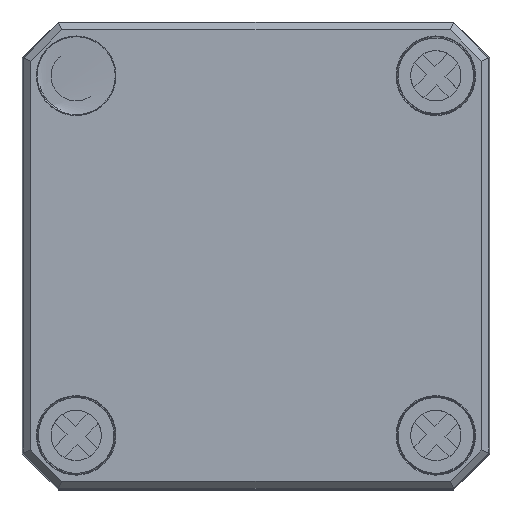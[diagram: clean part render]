
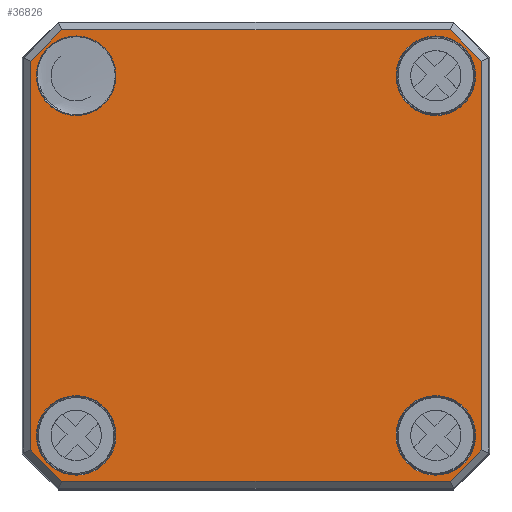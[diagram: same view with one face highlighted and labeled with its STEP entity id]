
A CAD part, top view. The second image highlights one B-rep face of the part: STEP entity #36826.
In plain terms, the highlighted planar face has unit normal (0, 0, 1).
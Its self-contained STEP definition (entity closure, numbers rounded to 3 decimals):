
#1521=CIRCLE('',#39215,5.53);
#1525=CIRCLE('',#39221,5.53);
#1526=CIRCLE('',#39222,5.53);
#1527=CIRCLE('',#39223,5.53);
#1528=CIRCLE('',#39224,5.53);
#1529=CIRCLE('',#39225,5.53);
#2357=FACE_BOUND('',#7096,.T.);
#2358=FACE_BOUND('',#7097,.T.);
#2359=FACE_BOUND('',#7098,.T.);
#2360=FACE_BOUND('',#7099,.T.);
#2995=PLANE('',#39220);
#4727=FACE_OUTER_BOUND('',#7095,.T.);
#7095=EDGE_LOOP('',(#31696,#31697,#31698,#31699,#31700,#31701,#31702,#31703));
#7096=EDGE_LOOP('',(#31704,#31705));
#7097=EDGE_LOOP('',(#31706,#31707));
#7098=EDGE_LOOP('',(#31708));
#7099=EDGE_LOOP('',(#31709));
#9940=LINE('',#65909,#12712);
#9941=LINE('',#65911,#12713);
#9942=LINE('',#65913,#12714);
#9943=LINE('',#65915,#12715);
#9944=LINE('',#65917,#12716);
#9945=LINE('',#65919,#12717);
#9946=LINE('',#65921,#12718);
#9947=LINE('',#65922,#12719);
#12712=VECTOR('',#45978,10.);
#12713=VECTOR('',#45979,10.);
#12714=VECTOR('',#45980,10.);
#12715=VECTOR('',#45981,10.);
#12716=VECTOR('',#45982,10.);
#12717=VECTOR('',#45983,10.);
#12718=VECTOR('',#45984,10.);
#12719=VECTOR('',#45985,10.);
#17299=VERTEX_POINT('',#65897);
#17302=VERTEX_POINT('',#65907);
#17303=VERTEX_POINT('',#65908);
#17304=VERTEX_POINT('',#65910);
#17305=VERTEX_POINT('',#65912);
#17306=VERTEX_POINT('',#65914);
#17307=VERTEX_POINT('',#65916);
#17308=VERTEX_POINT('',#65918);
#17309=VERTEX_POINT('',#65920);
#17310=VERTEX_POINT('',#65923);
#17311=VERTEX_POINT('',#65924);
#17312=VERTEX_POINT('',#65927);
#17313=VERTEX_POINT('',#65928);
#17314=VERTEX_POINT('',#65931);
#22176=EDGE_CURVE('',#17299,#17299,#1521,.T.);
#22181=EDGE_CURVE('',#17302,#17303,#9940,.T.);
#22182=EDGE_CURVE('',#17304,#17302,#9941,.T.);
#22183=EDGE_CURVE('',#17305,#17304,#9942,.T.);
#22184=EDGE_CURVE('',#17306,#17305,#9943,.T.);
#22185=EDGE_CURVE('',#17307,#17306,#9944,.T.);
#22186=EDGE_CURVE('',#17308,#17307,#9945,.T.);
#22187=EDGE_CURVE('',#17309,#17308,#9946,.T.);
#22188=EDGE_CURVE('',#17303,#17309,#9947,.T.);
#22189=EDGE_CURVE('',#17310,#17311,#1525,.T.);
#22190=EDGE_CURVE('',#17311,#17310,#1526,.T.);
#22191=EDGE_CURVE('',#17312,#17313,#1527,.T.);
#22192=EDGE_CURVE('',#17313,#17312,#1528,.T.);
#22193=EDGE_CURVE('',#17314,#17314,#1529,.T.);
#31696=ORIENTED_EDGE('',*,*,#22181,.F.);
#31697=ORIENTED_EDGE('',*,*,#22182,.F.);
#31698=ORIENTED_EDGE('',*,*,#22183,.F.);
#31699=ORIENTED_EDGE('',*,*,#22184,.F.);
#31700=ORIENTED_EDGE('',*,*,#22185,.F.);
#31701=ORIENTED_EDGE('',*,*,#22186,.F.);
#31702=ORIENTED_EDGE('',*,*,#22187,.F.);
#31703=ORIENTED_EDGE('',*,*,#22188,.F.);
#31704=ORIENTED_EDGE('',*,*,#22189,.F.);
#31705=ORIENTED_EDGE('',*,*,#22190,.F.);
#31706=ORIENTED_EDGE('',*,*,#22191,.F.);
#31707=ORIENTED_EDGE('',*,*,#22192,.F.);
#31708=ORIENTED_EDGE('',*,*,#22193,.F.);
#31709=ORIENTED_EDGE('',*,*,#22176,.F.);
#36826=ADVANCED_FACE('',(#4727,#2357,#2358,#2359,#2360),#2995,.T.);
#39215=AXIS2_PLACEMENT_3D('',#65898,#45965,#45966);
#39220=AXIS2_PLACEMENT_3D('',#65906,#45976,#45977);
#39221=AXIS2_PLACEMENT_3D('',#65925,#45986,#45987);
#39222=AXIS2_PLACEMENT_3D('',#65926,#45988,#45989);
#39223=AXIS2_PLACEMENT_3D('',#65929,#45990,#45991);
#39224=AXIS2_PLACEMENT_3D('',#65930,#45992,#45993);
#39225=AXIS2_PLACEMENT_3D('',#65932,#45994,#45995);
#45965=DIRECTION('center_axis',(0.,0.,1.));
#45966=DIRECTION('ref_axis',(-1.,0.,0.));
#45976=DIRECTION('center_axis',(0.,0.,1.));
#45977=DIRECTION('ref_axis',(1.,0.,0.));
#45978=DIRECTION('',(0.707,-0.707,0.));
#45979=DIRECTION('',(1.,0.,0.));
#45980=DIRECTION('',(0.707,0.707,0.));
#45981=DIRECTION('',(0.,1.,0.));
#45982=DIRECTION('',(-0.707,0.707,0.));
#45983=DIRECTION('',(-1.,0.,0.));
#45984=DIRECTION('',(-0.707,-0.707,0.));
#45985=DIRECTION('',(0.,-1.,0.));
#45986=DIRECTION('center_axis',(0.,0.,1.));
#45987=DIRECTION('ref_axis',(1.,0.,0.));
#45988=DIRECTION('center_axis',(0.,0.,1.));
#45989=DIRECTION('ref_axis',(1.,0.,0.));
#45990=DIRECTION('center_axis',(0.,0.,1.));
#45991=DIRECTION('ref_axis',(1.,0.,0.));
#45992=DIRECTION('center_axis',(0.,0.,1.));
#45993=DIRECTION('ref_axis',(1.,0.,0.));
#45994=DIRECTION('center_axis',(0.,0.,1.));
#45995=DIRECTION('ref_axis',(-1.,0.,0.));
#65897=CARTESIAN_POINT('',(-19.47,25.,15.));
#65898=CARTESIAN_POINT('Origin',(-25.,25.,15.));
#65906=CARTESIAN_POINT('Origin',(0.,0.,
15.));
#65907=CARTESIAN_POINT('',(27.032,31.369,15.));
#65908=CARTESIAN_POINT('',(31.369,27.032,15.));
#65909=CARTESIAN_POINT('',(27.95,30.45,15.));
#65910=CARTESIAN_POINT('',(-27.032,31.369,15.));
#65911=CARTESIAN_POINT('',(-13.75,31.369,15.));
#65912=CARTESIAN_POINT('',(-31.369,27.032,15.));
#65913=CARTESIAN_POINT('',(-30.45,27.95,15.));
#65914=CARTESIAN_POINT('',(-31.369,-27.032,15.));
#65915=CARTESIAN_POINT('',(-31.369,-13.75,15.));
#65916=CARTESIAN_POINT('',(-27.032,-31.369,15.));
#65917=CARTESIAN_POINT('',(-27.95,-30.45,15.));
#65918=CARTESIAN_POINT('',(27.032,-31.369,15.));
#65919=CARTESIAN_POINT('',(13.75,-31.369,15.));
#65920=CARTESIAN_POINT('',(31.369,-27.032,15.));
#65921=CARTESIAN_POINT('',(30.45,-27.95,15.));
#65922=CARTESIAN_POINT('',(31.369,13.75,15.));
#65923=CARTESIAN_POINT('',(19.47,25.,15.));
#65924=CARTESIAN_POINT('',(30.53,25.,15.));
#65925=CARTESIAN_POINT('Origin',(25.,25.,15.));
#65926=CARTESIAN_POINT('Origin',(25.,25.,15.));
#65927=CARTESIAN_POINT('',(19.47,-25.,15.));
#65928=CARTESIAN_POINT('',(30.53,-25.,15.));
#65929=CARTESIAN_POINT('Origin',(25.,-25.,15.));
#65930=CARTESIAN_POINT('Origin',(25.,-25.,15.));
#65931=CARTESIAN_POINT('',(-19.47,-25.,15.));
#65932=CARTESIAN_POINT('Origin',(-25.,-25.,15.));
